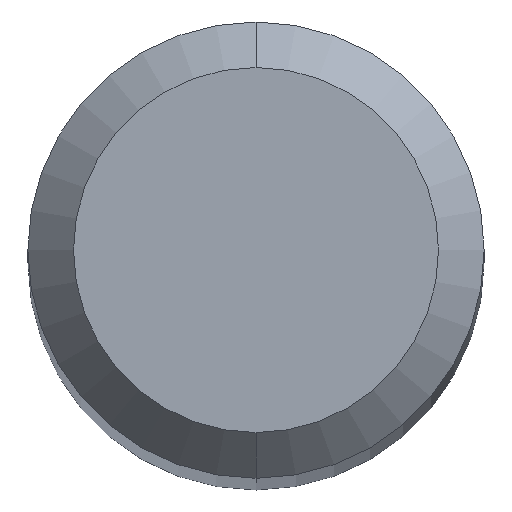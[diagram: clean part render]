
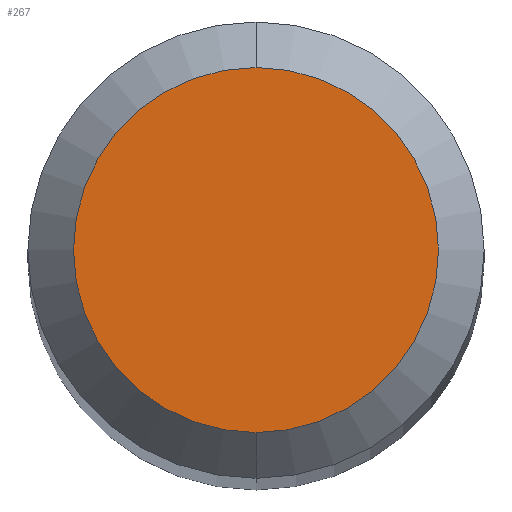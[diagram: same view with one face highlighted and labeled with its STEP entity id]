
A CAD part, top view. The second image highlights one B-rep face of the part: STEP entity #267.
In plain terms, the highlighted planar face has unit normal (0, 0, 1).
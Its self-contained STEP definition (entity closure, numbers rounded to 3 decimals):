
#267=ADVANCED_FACE('',(#571),#572,.T.);
#311=EDGE_CURVE('',#423,#357,#619,.T.);
#357=VERTEX_POINT('',#669);
#381=EDGE_CURVE('',#357,#423,#694,.T.);
#423=VERTEX_POINT('',#741);
#571=FACE_OUTER_BOUND('',#961,.T.);
#572=PLANE('',#962);
#619=CIRCLE('',#1058,1.2);
#669=CARTESIAN_POINT('',(0.,-1.2,0.0));
#694=CIRCLE('',#1239,1.2);
#741=CARTESIAN_POINT('',(0.0,1.2,0.0));
#961=EDGE_LOOP('',(#1529,#1530));
#962=AXIS2_PLACEMENT_3D('',#1531,#1532,#1533);
#1058=AXIS2_PLACEMENT_3D('',#1576,#1577,#1578);
#1239=AXIS2_PLACEMENT_3D('',#1641,#1642,#1643);
#1529=ORIENTED_EDGE('',*,*,#311,.F.);
#1530=ORIENTED_EDGE('',*,*,#381,.F.);
#1531=CARTESIAN_POINT('',(0.0,0.6,0.0));
#1532=DIRECTION('',(-0.0,0.0,1.0));
#1533=DIRECTION('',(0.0,-1.0,0.0));
#1576=CARTESIAN_POINT('',(0.0,0.0,0.0));
#1577=DIRECTION('',(0.0,0.0,-1.0));
#1578=DIRECTION('',(0.0,1.0,0.0));
#1641=CARTESIAN_POINT('',(0.0,0.0,0.0));
#1642=DIRECTION('',(0.0,0.0,-1.0));
#1643=DIRECTION('',(0.0,1.0,0.0));
